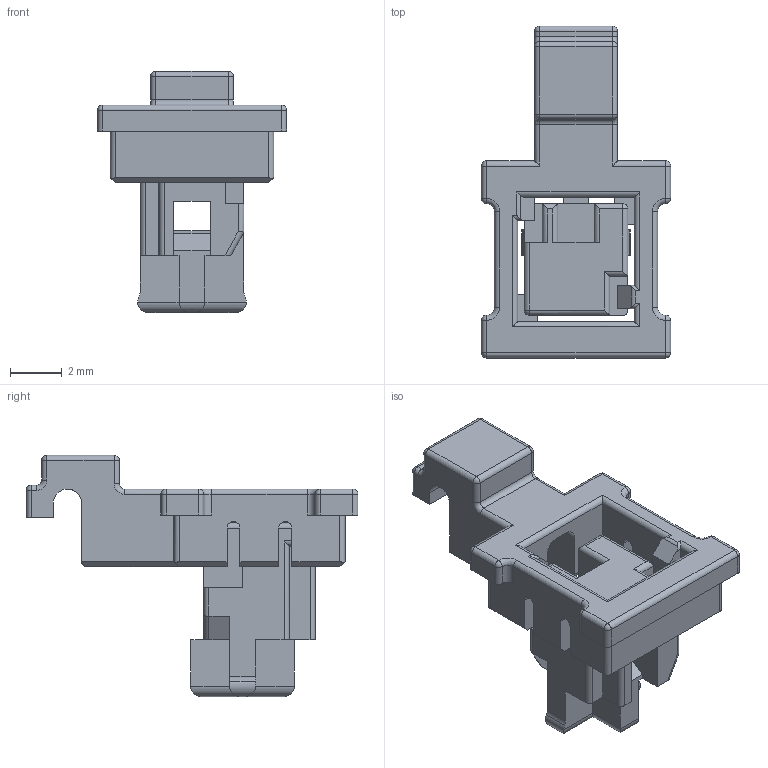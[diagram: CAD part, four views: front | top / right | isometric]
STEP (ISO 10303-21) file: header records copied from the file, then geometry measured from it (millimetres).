
FILE_DESCRIPTION(/* description */ (''),/* implementation_level */ '2;1');
FILE_NAME(/* name */ 'Kailh Choc V1 PG1350 Stablizer.step',/* time_stamp */ '2021-02-09T20:33:04+13:00',/* author */ (''),/* organization */ (''),/* preprocessor_version */ 'ST-DEVELOPER v18.1',/* originating_system */ 'Autodesk Translation Framework v9.7.1.1290',/* authorisation */ '');
FILE_SCHEMA (('AUTOMOTIVE_DESIGN { 1 0 10303 214 3 1 1 }'));
Length unit declared in the file: millimetre
Products named in the file (3): Kailh PG1350 Stablizer; Stem; Foot Plate
Assembly tree (2 placements, depth 2):
  Kailh PG1350 Stablizer
    Stem
    Foot Plate
Bounding box: 7.3 x 12.8 x 9.3 mm (x, y, z)
Volume: 165.7 mm3; surface area: 446.3 mm2
Topology: 2 solids, 2 shells, 264 faces, 672 edges, 407 vertices
Faces by surface type: cylinder 115, plane 115, sphere 20, torus 10, bspline 4
Entity records: 8086 total; most frequent: CARTESIAN_POINT 1515, DIRECTION 1413, ORIENTED_EDGE 1340, EDGE_CURVE 670, AXIS2_PLACEMENT_3D 484, LINE 445, VECTOR 445, VERTEX_POINT 407
